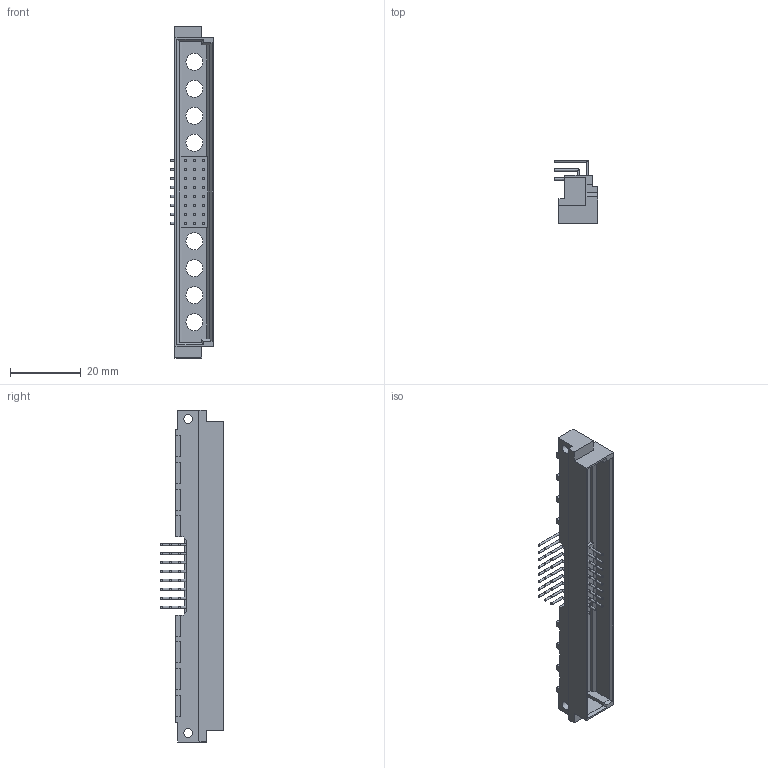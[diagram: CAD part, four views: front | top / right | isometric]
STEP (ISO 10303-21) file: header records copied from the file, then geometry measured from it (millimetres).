
FILE_DESCRIPTION(/* description */ (''),/* implementation_level */ '2;1');
FILE_NAME(/* name */ '100072342ugm000_b.stp',/* time_stamp */ '2015-03-03T11:54:59+01:00',/* author */ (''),/* organization */ (''),/* preprocessor_version */ 'ST-DEVELOPER v15',/* originating_system */ 'SIEMENS PLM Software NX 8.5',/* authorisation */ '');
FILE_SCHEMA (('AUTOMOTIVE_DESIGN { 1 0 10303 214 3 1 1 1 }'));
Length unit declared in the file: millimetre
Products named in the file (1): 100072342ugm000_b
Bounding box: 12.35 x 18.02 x 94 mm (x, y, z)
Volume: 5215.2 mm3; surface area: 7130.4 mm2
Topology: 1 solids, 1 shells, 245 faces, 574 edges, 333 vertices
Faces by surface type: plane 139, cylinder 82, sphere 24
Full cylindrical faces by diameter (mm): 0.6 x72, 2.5 x2, 4.82 x8
Entity records: 7220 total; most frequent: CARTESIAN_POINT 1335, DIRECTION 1076, ORIENTED_EDGE 888, EDGE_CURVE 444, AXIS2_PLACEMENT_3D 410, EDGE_LOOP 396, VERTEX_POINT 332, LINE 256
